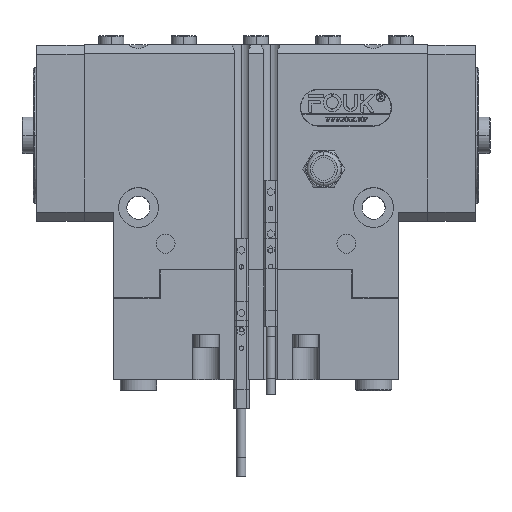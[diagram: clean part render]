
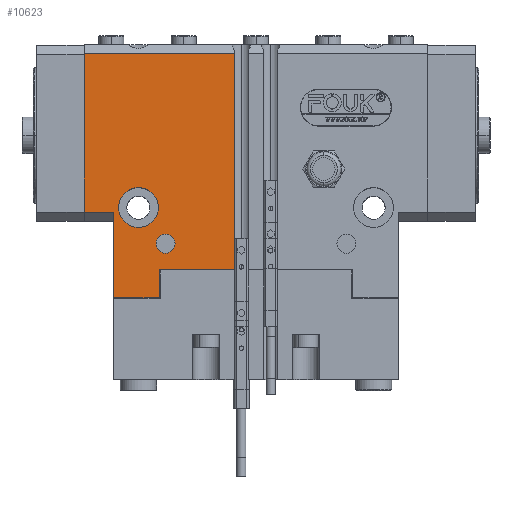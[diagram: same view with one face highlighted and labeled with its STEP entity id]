
A CAD part, top view. The second image highlights one B-rep face of the part: STEP entity #10623.
In plain terms, the highlighted planar face has unit normal (0, 0, 1).
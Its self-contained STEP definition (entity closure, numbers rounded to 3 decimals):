
#279 = DIRECTION ( 'NONE',  ( 0., 0., 1. ) ) ;
#399 = CARTESIAN_POINT ( 'NONE',  ( -31.5, 19., 21.05 ) ) ;
#1714 = VECTOR ( 'NONE', #26685, 1000. ) ;
#1966 = ORIENTED_EDGE ( 'NONE', *, *, #31792, .F. ) ;
#2039 = CARTESIAN_POINT ( 'NONE',  ( -38., 56., 21.05 ) ) ;
#3984 = CARTESIAN_POINT ( 'NONE',  ( -38., 19., 21.05 ) ) ;
#4457 = CARTESIAN_POINT ( 'NONE',  ( -20., 12., 21.05 ) ) ;
#4647 = VERTEX_POINT ( 'NONE', #3984 ) ;
#5854 = VERTEX_POINT ( 'NONE', #29774 ) ;
#5950 = CARTESIAN_POINT ( 'NONE',  ( -38., 54., 21.05 ) ) ;
#6006 = DIRECTION ( 'NONE',  ( 1., 0., 0. ) ) ;
#6197 = ORIENTED_EDGE ( 'NONE', *, *, #11524, .F. ) ;
#6447 = CARTESIAN_POINT ( 'NONE',  ( -22.1, 12., 21.05 ) ) ;
#6650 = CARTESIAN_POINT ( 'NONE',  ( -38., 54., 21.05 ) ) ;
#6809 = CARTESIAN_POINT ( 'NONE',  ( -20., 12., 21.05 ) ) ;
#7049 = ORIENTED_EDGE ( 'NONE', *, *, #8006, .F. ) ;
#7605 = CIRCLE ( 'NONE', #23376, 4.4 ) ;
#8006 = EDGE_CURVE ( 'NONE', #14424, #11368, #28190, .T. ) ;
#8534 = CARTESIAN_POINT ( 'NONE',  ( -21.4, 0., 21.05 ) ) ;
#8687 = CARTESIAN_POINT ( 'NONE',  ( -31.5, 0., 21.05 ) ) ;
#8882 = AXIS2_PLACEMENT_3D ( 'NONE', #6809, #28476, #25062 ) ;
#9050 = CARTESIAN_POINT ( 'NONE',  ( -31.5, 17., 21.05 ) ) ;
#9141 = CARTESIAN_POINT ( 'NONE',  ( -21.4, 6.2, 21.05 ) ) ;
#9274 = DIRECTION ( 'NONE',  ( -1., 0., 0. ) ) ;
#9496 = DIRECTION ( 'NONE',  ( 0., 0., 1. ) ) ;
#9947 = DIRECTION ( 'NONE',  ( -1., 0., 0. ) ) ;
#10082 = VERTEX_POINT ( 'NONE', #18064 ) ;
#10305 = VECTOR ( 'NONE', #39546, 1000. ) ;
#10623 = ADVANCED_FACE ( 'NONE', ( #16939, #36473, #23269 ), #12835, .F. ) ;
#11368 = VERTEX_POINT ( 'NONE', #23025 ) ;
#11462 = VERTEX_POINT ( 'NONE', #8534 ) ;
#11524 = EDGE_CURVE ( 'NONE', #16851, #20375, #7605, .T. ) ;
#12530 = LINE ( 'NONE', #18372, #34006 ) ;
#12835 = PLANE ( 'NONE',  #15013 ) ;
#12946 = EDGE_LOOP ( 'NONE', ( #6197, #1966 ) ) ;
#13824 = VECTOR ( 'NONE', #9274, 1000. ) ;
#13841 = EDGE_CURVE ( 'NONE', #20357, #4647, #18077, .T. ) ;
#13948 = LINE ( 'NONE', #19989, #29582 ) ;
#14319 = ORIENTED_EDGE ( 'NONE', *, *, #16157, .T. ) ;
#14424 = VERTEX_POINT ( 'NONE', #6447 ) ;
#14894 = ORIENTED_EDGE ( 'NONE', *, *, #21465, .F. ) ;
#15013 = AXIS2_PLACEMENT_3D ( 'NONE', #25503, #28676, #9947 ) ;
#15531 = LINE ( 'NONE', #5950, #31155 ) ;
#15933 = ORIENTED_EDGE ( 'NONE', *, *, #36211, .F. ) ;
#16157 = EDGE_CURVE ( 'NONE', #5854, #20357, #15531, .T. ) ;
#16496 = DIRECTION ( 'NONE',  ( 0., 0., 1. ) ) ;
#16851 = VERTEX_POINT ( 'NONE', #33981 ) ;
#16939 = FACE_BOUND ( 'NONE', #12946, .T. ) ;
#17220 = EDGE_CURVE ( 'NONE', #4647, #17513, #29858, .T. ) ;
#17513 = VERTEX_POINT ( 'NONE', #399 ) ;
#17700 = CARTESIAN_POINT ( 'NONE',  ( -31.5, 19., 21.05 ) ) ;
#17723 = EDGE_CURVE ( 'NONE', #18425, #11462, #13948, .T. ) ;
#17801 = AXIS2_PLACEMENT_3D ( 'NONE', #18971, #279, #6006 ) ;
#17930 = ORIENTED_EDGE ( 'NONE', *, *, #23176, .T. ) ;
#18064 = CARTESIAN_POINT ( 'NONE',  ( -21.4, 6.2, 21.05 ) ) ;
#18077 = LINE ( 'NONE', #2039, #24933 ) ;
#18314 = LINE ( 'NONE', #29701, #1714 ) ;
#18372 = CARTESIAN_POINT ( 'NONE',  ( -4.8, 61.2, 21.05 ) ) ;
#18425 = VERTEX_POINT ( 'NONE', #8687 ) ;
#18836 = ORIENTED_EDGE ( 'NONE', *, *, #25766, .F. ) ;
#18971 = CARTESIAN_POINT ( 'NONE',  ( -26., 20., 21.05 ) ) ;
#19719 = ORIENTED_EDGE ( 'NONE', *, *, #13841, .T. ) ;
#19989 = CARTESIAN_POINT ( 'NONE',  ( -38., 0., 21.05 ) ) ;
#20357 = VERTEX_POINT ( 'NONE', #6650 ) ;
#20375 = VERTEX_POINT ( 'NONE', #37507 ) ;
#21465 = EDGE_CURVE ( 'NONE', #5854, #36900, #12530, .T. ) ;
#21901 = DIRECTION ( 'NONE',  ( 0., -1., 0. ) ) ;
#22590 = CIRCLE ( 'NONE', #17801, 4.4 ) ;
#23025 = CARTESIAN_POINT ( 'NONE',  ( -17.9, 12., 21.05 ) ) ;
#23129 = CIRCLE ( 'NONE', #36208, 2.1 ) ;
#23176 = EDGE_CURVE ( 'NONE', #17513, #18425, #23283, .T. ) ;
#23269 = FACE_OUTER_BOUND ( 'NONE', #36144, .T. ) ;
#23283 = LINE ( 'NONE', #9050, #36958 ) ;
#23376 = AXIS2_PLACEMENT_3D ( 'NONE', #34312, #9496, #37508 ) ;
#24084 = LINE ( 'NONE', #9141, #13824 ) ;
#24933 = VECTOR ( 'NONE', #30039, 1000. ) ;
#25062 = DIRECTION ( 'NONE',  ( 1., 0., 0. ) ) ;
#25503 = CARTESIAN_POINT ( 'NONE',  ( -38., 56., 21.05 ) ) ;
#25624 = CARTESIAN_POINT ( 'NONE',  ( -4.8, 6.2, 21.05 ) ) ;
#25766 = EDGE_CURVE ( 'NONE', #10082, #11462, #18314, .T. ) ;
#26136 = DIRECTION ( 'NONE',  ( 1., 0., 0. ) ) ;
#26685 = DIRECTION ( 'NONE',  ( 0., -1., 0. ) ) ;
#27279 = EDGE_LOOP ( 'NONE', ( #15933, #7049 ) ) ;
#27772 = DIRECTION ( 'NONE',  ( -1., 0., 0. ) ) ;
#28190 = CIRCLE ( 'NONE', #8882, 2.1 ) ;
#28476 = DIRECTION ( 'NONE',  ( 0., 0., 1. ) ) ;
#28676 = DIRECTION ( 'NONE',  ( 0., 0., -1. ) ) ;
#29582 = VECTOR ( 'NONE', #35673, 1000. ) ;
#29701 = CARTESIAN_POINT ( 'NONE',  ( -21.4, 6.2, 21.05 ) ) ;
#29774 = CARTESIAN_POINT ( 'NONE',  ( -4.8, 54., 21.05 ) ) ;
#29858 = LINE ( 'NONE', #17700, #10305 ) ;
#30039 = DIRECTION ( 'NONE',  ( 0., -1., 0. ) ) ;
#31155 = VECTOR ( 'NONE', #27772, 1000. ) ;
#31749 = EDGE_CURVE ( 'NONE', #36900, #10082, #24084, .T. ) ;
#31792 = EDGE_CURVE ( 'NONE', #20375, #16851, #22590, .T. ) ;
#33981 = CARTESIAN_POINT ( 'NONE',  ( -21.6, 20., 21.05 ) ) ;
#34006 = VECTOR ( 'NONE', #37342, 1000. ) ;
#34312 = CARTESIAN_POINT ( 'NONE',  ( -26., 20., 21.05 ) ) ;
#34513 = ORIENTED_EDGE ( 'NONE', *, *, #17723, .T. ) ;
#35673 = DIRECTION ( 'NONE',  ( 1., 0., 0. ) ) ;
#36144 = EDGE_LOOP ( 'NONE', ( #19719, #36887, #17930, #34513, #18836, #39293, #14894, #14319 ) ) ;
#36208 = AXIS2_PLACEMENT_3D ( 'NONE', #4457, #16496, #26136 ) ;
#36211 = EDGE_CURVE ( 'NONE', #11368, #14424, #23129, .T. ) ;
#36473 = FACE_BOUND ( 'NONE', #27279, .T. ) ;
#36887 = ORIENTED_EDGE ( 'NONE', *, *, #17220, .T. ) ;
#36900 = VERTEX_POINT ( 'NONE', #25624 ) ;
#36958 = VECTOR ( 'NONE', #21901, 1000. ) ;
#37342 = DIRECTION ( 'NONE',  ( 0., -1., 0. ) ) ;
#37507 = CARTESIAN_POINT ( 'NONE',  ( -30.4, 20., 21.05 ) ) ;
#37508 = DIRECTION ( 'NONE',  ( 1., 0., 0. ) ) ;
#39293 = ORIENTED_EDGE ( 'NONE', *, *, #31749, .F. ) ;
#39546 = DIRECTION ( 'NONE',  ( 1., 0., 0. ) ) ;
